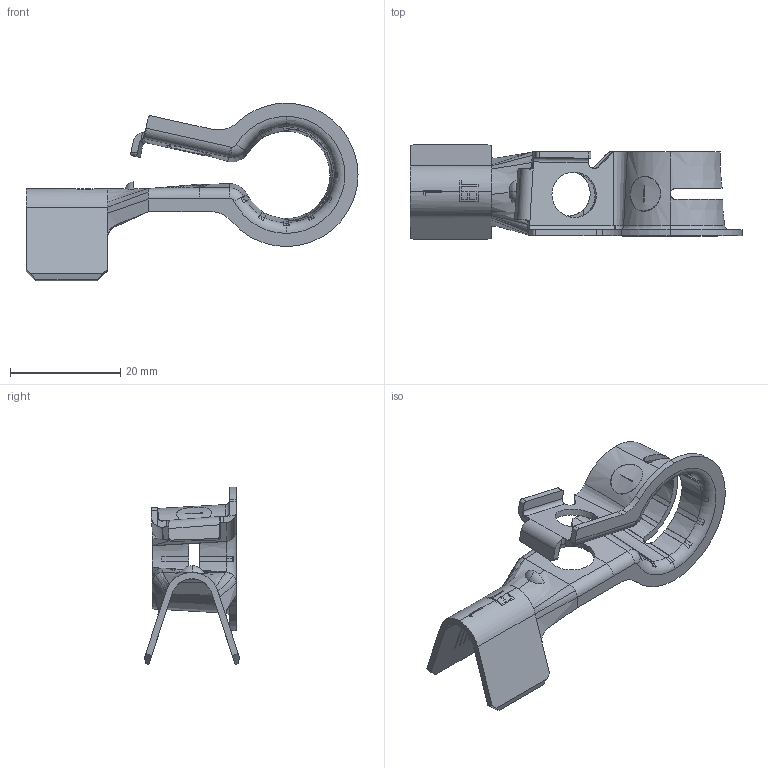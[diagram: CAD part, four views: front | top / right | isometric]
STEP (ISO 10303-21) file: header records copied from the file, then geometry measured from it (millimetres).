
FILE_DESCRIPTION (( 'STEP AP203' ), '1' );
FILE_NAME ('82315.STEP', '2015-02-24T14:51:09', ( '' ), ( '' ), 'SwSTEP 2.0', 'SolidWorks 2014', '' );
FILE_SCHEMA (( 'CONFIG_CONTROL_DESIGN' ));
Length unit declared in the file: inch
Products named in the file (1): 82315
Bounding box: 60.26 x 17.27 x 32.26 mm (x, y, z)
Volume: 2376.8 mm3; surface area: 4786.5 mm2
Topology: 1 solids, 1 shells, 384 faces, 1054 edges, 666 vertices
Faces by surface type: plane 173, cylinder 73, cone 69, torus 36, bspline 33
Entity records: 13733 total; most frequent: CARTESIAN_POINT 4027, ORIENTED_EDGE 2106, DIRECTION 1987, EDGE_CURVE 1053, AXIS2_PLACEMENT_3D 720, VERTEX_POINT 666, VECTOR 547, LINE 547
